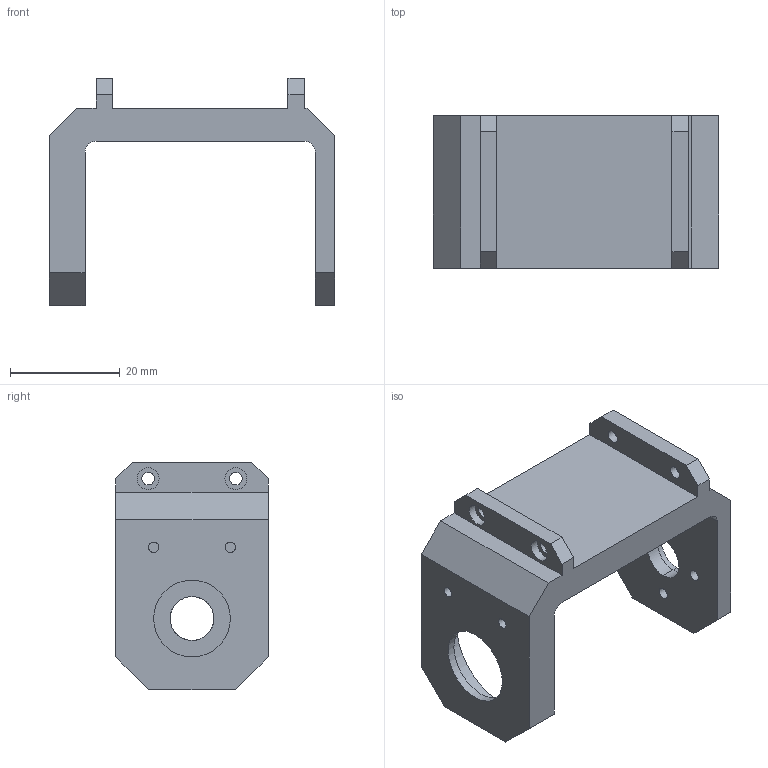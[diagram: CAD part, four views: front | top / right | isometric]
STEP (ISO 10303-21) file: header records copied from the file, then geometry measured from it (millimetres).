
FILE_DESCRIPTION(/* description */ (''),/* implementation_level */ '2;1');
FILE_NAME(/* name */ 'tibia.step',/* time_stamp */ '2021-09-20T19:35:58+02:00',/* author */ (''),/* organization */ (''),/* preprocessor_version */ 'ST-DEVELOPER v18.1',/* originating_system */ 'Autodesk Translation Framework v10.10.0.1391',/* authorisation */ '');
FILE_SCHEMA (('AUTOMOTIVE_DESIGN { 1 0 10303 214 3 1 1 }'));
Length unit declared in the file: millimetre
Products named in the file (1): tibia
Bounding box: 52 x 27.82 x 41.49 mm (x, y, z)
Volume: 14244.3 mm3; surface area: 8288.8 mm2
Topology: 1 solids, 1 shells, 63 faces, 154 edges, 102 vertices
Faces by surface type: plane 37, cylinder 22, bspline 4
Full cylindrical faces by diameter (mm): 1.9 x2, 2.1 x4, 2.3 x4, 4 x8, 14 x1, 22.5 x1
Entity records: 2249 total; most frequent: CARTESIAN_POINT 656, DIRECTION 312, ORIENTED_EDGE 308, EDGE_CURVE 154, LINE 104, VECTOR 104, AXIS2_PLACEMENT_3D 104, VERTEX_POINT 102
